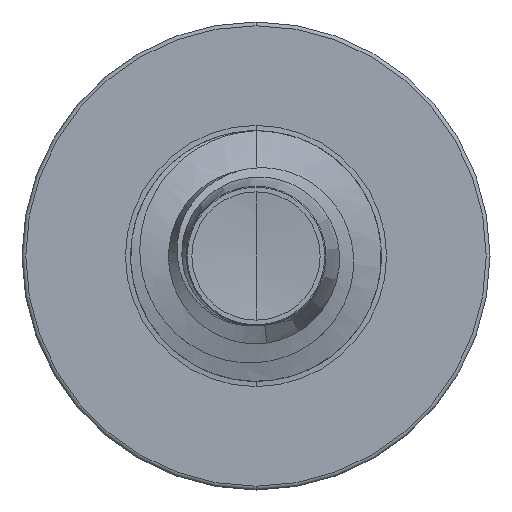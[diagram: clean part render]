
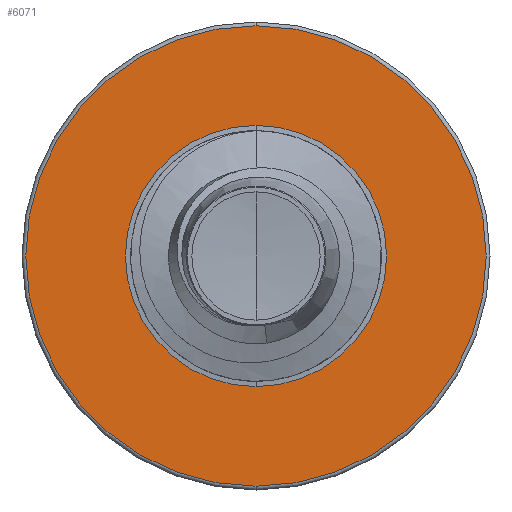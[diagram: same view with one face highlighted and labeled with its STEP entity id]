
A CAD part, front view. The second image highlights one B-rep face of the part: STEP entity #6071.
In plain terms, the highlighted planar face has unit normal (0, -1, 0).
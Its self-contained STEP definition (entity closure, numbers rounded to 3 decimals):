
#577 = DIRECTION ( 'NONE',  ( 0., 0., 1. ) ) ;
#594 = DIRECTION ( 'NONE',  ( 0., 1., 0. ) ) ;
#598 = CARTESIAN_POINT ( 'NONE',  ( 0., 5., 0. ) ) ;
#701 = DIRECTION ( 'NONE',  ( 0., 0., 1. ) ) ;
#715 = DIRECTION ( 'NONE',  ( 0., 1., 0. ) ) ;
#743 = PLANE ( 'NONE',  #5278 ) ;
#899 = CARTESIAN_POINT ( 'NONE',  ( 0., 5., -1.562 ) ) ;
#1111 = ORIENTED_EDGE ( 'NONE', *, *, #2631, .F. ) ;
#1282 = CARTESIAN_POINT ( 'NONE',  ( 0., 5., 2.755 ) ) ;
#1352 = ORIENTED_EDGE ( 'NONE', *, *, #7566, .T. ) ;
#1633 = AXIS2_PLACEMENT_3D ( 'NONE', #2056, #2055, #2044 ) ;
#1663 = ORIENTED_EDGE ( 'NONE', *, *, #8933, .T. ) ;
#2044 = DIRECTION ( 'NONE',  ( 0., 0., 1. ) ) ;
#2055 = DIRECTION ( 'NONE',  ( 0., 1., 0. ) ) ;
#2056 = CARTESIAN_POINT ( 'NONE',  ( 0., 5., 0. ) ) ;
#2082 = AXIS2_PLACEMENT_3D ( 'NONE', #9364, #4073, #9855 ) ;
#2631 = EDGE_CURVE ( 'NONE', #7922, #6828, #8826, .T. ) ;
#3395 = VERTEX_POINT ( 'NONE', #5595 ) ;
#3534 = FACE_OUTER_BOUND ( 'NONE', #6831, .T. ) ;
#3895 = CARTESIAN_POINT ( 'NONE',  ( 0., 5., -2.755 ) ) ;
#4073 = DIRECTION ( 'NONE',  ( 0., 1., 0. ) ) ;
#4725 = DIRECTION ( 'NONE',  ( 0., 0., 1. ) ) ;
#4728 = DIRECTION ( 'NONE',  ( 0., 1., 0. ) ) ;
#4740 = CARTESIAN_POINT ( 'NONE',  ( 0., 5., 0. ) ) ;
#5278 = AXIS2_PLACEMENT_3D ( 'NONE', #899, #715, #701 ) ;
#5595 = CARTESIAN_POINT ( 'NONE',  ( 0., 5., -1.562 ) ) ;
#5617 = CIRCLE ( 'NONE', #8109, 1.562 ) ;
#5764 = FACE_BOUND ( 'NONE', #9562, .T. ) ;
#6071 = ADVANCED_FACE ( 'NONE', ( #3534, #5764 ), #743, .F. ) ;
#6828 = VERTEX_POINT ( 'NONE', #1282 ) ;
#6831 = EDGE_LOOP ( 'NONE', ( #6856, #1111 ) ) ;
#6856 = ORIENTED_EDGE ( 'NONE', *, *, #8206, .F. ) ;
#7566 = EDGE_CURVE ( 'NONE', #10736, #3395, #5617, .T. ) ;
#7922 = VERTEX_POINT ( 'NONE', #3895 ) ;
#8109 = AXIS2_PLACEMENT_3D ( 'NONE', #4740, #4728, #4725 ) ;
#8206 = EDGE_CURVE ( 'NONE', #6828, #7922, #9885, .T. ) ;
#8378 = AXIS2_PLACEMENT_3D ( 'NONE', #598, #594, #577 ) ;
#8826 = CIRCLE ( 'NONE', #8378, 2.755 ) ;
#8933 = EDGE_CURVE ( 'NONE', #3395, #10736, #9042, .T. ) ;
#9042 = CIRCLE ( 'NONE', #2082, 1.562 ) ;
#9364 = CARTESIAN_POINT ( 'NONE',  ( 0., 5., 0. ) ) ;
#9562 = EDGE_LOOP ( 'NONE', ( #1352, #1663 ) ) ;
#9855 = DIRECTION ( 'NONE',  ( 0., 0., 1. ) ) ;
#9885 = CIRCLE ( 'NONE', #1633, 2.755 ) ;
#10261 = CARTESIAN_POINT ( 'NONE',  ( 0., 5., 1.562 ) ) ;
#10736 = VERTEX_POINT ( 'NONE', #10261 ) ;
